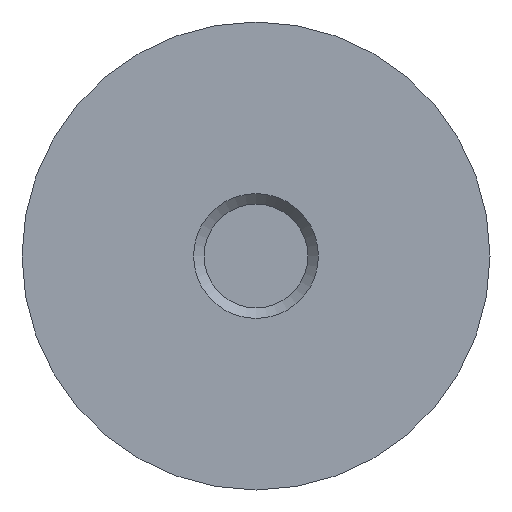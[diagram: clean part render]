
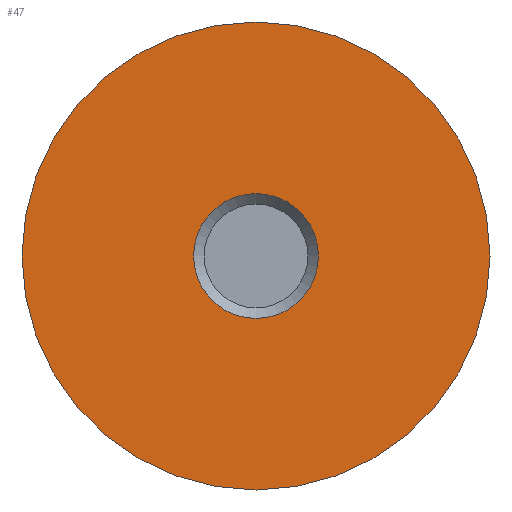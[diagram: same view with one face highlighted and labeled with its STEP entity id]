
A CAD part, front view. The second image highlights one B-rep face of the part: STEP entity #47.
In plain terms, the highlighted planar face has unit normal (0, -1, 0).
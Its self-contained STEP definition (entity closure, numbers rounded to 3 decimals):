
#47 = ADVANCED_FACE( '', ( #97, #98 ), #99, .F. );
#97 = FACE_BOUND( '', #146, .T. );
#98 = FACE_OUTER_BOUND( '', #147, .T. );
#99 = PLANE( '', #148 );
#146 = EDGE_LOOP( '', ( #201 ) );
#147 = EDGE_LOOP( '', ( #202 ) );
#148 = AXIS2_PLACEMENT_3D( '', #203, #204, #205 );
#201 = ORIENTED_EDGE( '', *, *, #241, .F. );
#202 = ORIENTED_EDGE( '', *, *, #235, .T. );
#203 = CARTESIAN_POINT( '', ( 15., -10., 0. ) );
#204 = DIRECTION( '', ( 0., 1., 0. ) );
#205 = DIRECTION( '', ( 0., 0., 1. ) );
#235 = EDGE_CURVE( '', #259, #259, #260, .T. );
#241 = EDGE_CURVE( '', #269, #269, #270, .T. );
#259 = VERTEX_POINT( '', #290 );
#260 = CIRCLE( '', #291, 15. );
#269 = VERTEX_POINT( '', #300 );
#270 = CIRCLE( '', #301, 4. );
#290 = CARTESIAN_POINT( '', ( 0., -10., -15. ) );
#291 = AXIS2_PLACEMENT_3D( '', #321, #322, #323 );
#300 = CARTESIAN_POINT( '', ( 0., -10., -4. ) );
#301 = AXIS2_PLACEMENT_3D( '', #333, #334, #335 );
#321 = CARTESIAN_POINT( '', ( 0., -10., 0. ) );
#322 = DIRECTION( '', ( 0., -1., 0. ) );
#323 = DIRECTION( '', ( 0., 0., -1. ) );
#333 = CARTESIAN_POINT( '', ( 0., -10., 0. ) );
#334 = DIRECTION( '', ( 0., -1., 0. ) );
#335 = DIRECTION( '', ( 0., 0., -1. ) );
